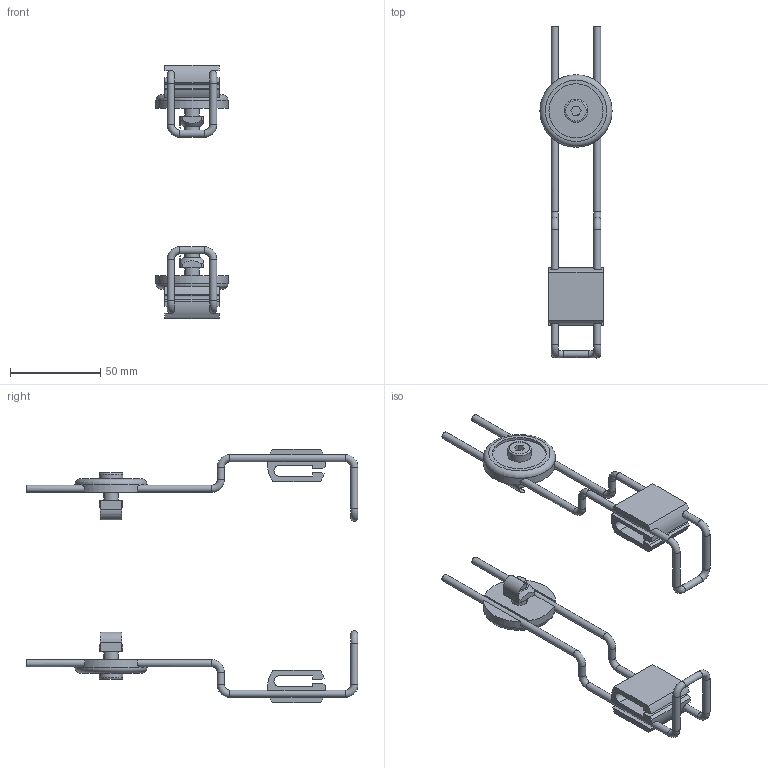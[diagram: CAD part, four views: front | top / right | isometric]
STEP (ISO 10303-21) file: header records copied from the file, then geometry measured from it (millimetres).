
FILE_DESCRIPTION(/* description */ ('Montagesatz für Tropfrinne'),/* implementation_level */ '2;1');
FILE_NAME(/* name */ '290780-0.step',/* time_stamp */ '2021-09-06T08:50:35+02:00',/* author */ ('MuellerJ'),/* organization */ (''),/* preprocessor_version */ 'ST-DEVELOPER v18.1',/* originating_system */ 'Autodesk Inventor 2021',/* authorisation */ '');
FILE_SCHEMA (('AUTOMOTIVE_DESIGN { 1 0 10303 214 3 1 1 }'));
Length unit declared in the file: millimetre
Products named in the file (7): 29-0780-0BZ.001; leer; leer_1; leer_2; leer_3; leer_4; 21-1351-2FZ.005
Assembly tree (10 placements, depth 3):
  29-0780-0BZ.001
    leer  x2
      leer_1
      leer_2
    leer_3  x2
    leer_4  x2
    21-1351-2FZ.005  x2
Bounding box: 40 x 184 x 140.76 mm (x, y, z)
Volume: 51508.5 mm3; surface area: 34804.2 mm2
Topology: 10 solids, 10 shells, 186 faces, 500 edges, 338 vertices
Faces by surface type: plane 104, cylinder 54, torus 22, cone 6
Full cylindrical faces by diameter (mm): 4 x18, 8 x4, 9 x2, 13 x2, 30 x2, 40 x2
Entity records: 3367 total; most frequent: CARTESIAN_POINT 740, DIRECTION 518, ORIENTED_EDGE 498, EDGE_CURVE 249, AXIS2_PLACEMENT_3D 195, VERTEX_POINT 169, LINE 128, VECTOR 128
